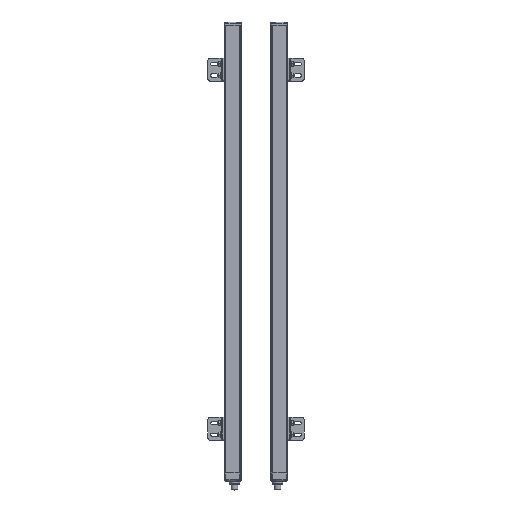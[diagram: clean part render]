
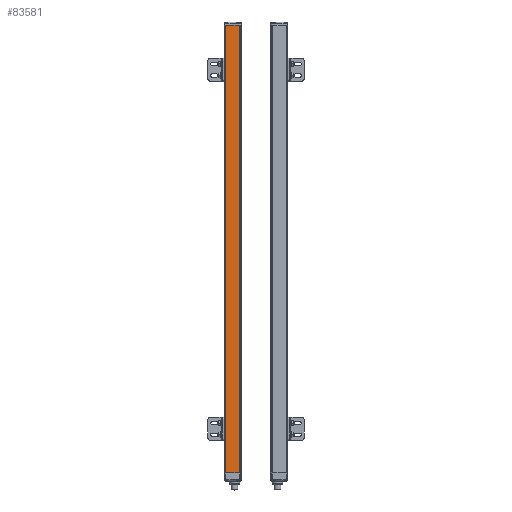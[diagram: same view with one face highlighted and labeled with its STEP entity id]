
A CAD part, top view. The second image highlights one B-rep face of the part: STEP entity #83581.
In plain terms, the highlighted planar face has unit normal (0, 0, 1).
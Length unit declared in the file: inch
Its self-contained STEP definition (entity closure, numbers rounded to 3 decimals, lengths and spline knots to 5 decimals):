
#1502 = ORIENTED_EDGE ( 'NONE', *, *, #9094, .F. ) ;
#2749 = VERTEX_POINT ( 'NONE', #49350 ) ;
#2927 = ORIENTED_EDGE ( 'NONE', *, *, #66930, .T. ) ;
#5010 = CARTESIAN_POINT ( 'NONE',  ( -1.39122, 3.66523, 0.34844 ) ) ;
#5744 = VECTOR ( 'NONE', #17521, 39.37008 ) ;
#9094 = EDGE_CURVE ( 'NONE', #25249, #27270, #57034, .T. ) ;
#17521 = DIRECTION ( 'NONE',  ( 0., 1., 0. ) ) ;
#22812 = EDGE_CURVE ( 'NONE', #2749, #38401, #67094, .T. ) ;
#22886 = EDGE_LOOP ( 'NONE', ( #2927, #1502, #48647, #50686 ) ) ;
#23292 = CARTESIAN_POINT ( 'NONE',  ( -1.39122, 1.69673, 0.34844 ) ) ;
#25129 = DIRECTION ( 'NONE',  ( 1., 0., 0. ) ) ;
#25249 = VERTEX_POINT ( 'NONE', #73474 ) ;
#26708 = VECTOR ( 'NONE', #60171, 39.37008 ) ;
#27270 = VERTEX_POINT ( 'NONE', #82609 ) ;
#29677 = FACE_OUTER_BOUND ( 'NONE', #22886, .T. ) ;
#30320 = VECTOR ( 'NONE', #25129, 39.37008 ) ;
#33012 = AXIS2_PLACEMENT_3D ( 'NONE', #50778, #62865, #69344 ) ;
#38401 = VERTEX_POINT ( 'NONE', #23292 ) ;
#48647 = ORIENTED_EDGE ( 'NONE', *, *, #73555, .T. ) ;
#49350 = CARTESIAN_POINT ( 'NONE',  ( -2.33636, 1.69673, 0.34844 ) ) ;
#50686 = ORIENTED_EDGE ( 'NONE', *, *, #22812, .T. ) ;
#50778 = CARTESIAN_POINT ( 'NONE',  ( -1.39122, 3.66523, 0.34844 ) ) ;
#53909 = VECTOR ( 'NONE', #60165, 39.37008 ) ;
#56307 = LINE ( 'NONE', #5010, #5744 ) ;
#57034 = LINE ( 'NONE', #76867, #30320 ) ;
#57259 = PLANE ( 'NONE',  #33012 ) ;
#60165 = DIRECTION ( 'NONE',  ( 1., 0., 0. ) ) ;
#60171 = DIRECTION ( 'NONE',  ( 0., -1., 0. ) ) ;
#62865 = DIRECTION ( 'NONE',  ( 0., 0., 1. ) ) ;
#66676 = CARTESIAN_POINT ( 'NONE',  ( -1.39122, 1.69673, 0.34844 ) ) ;
#66930 = EDGE_CURVE ( 'NONE', #38401, #27270, #56307, .T. ) ;
#67094 = LINE ( 'NONE', #66676, #53909 ) ;
#69344 = DIRECTION ( 'NONE',  ( 1., 0., 0. ) ) ;
#73474 = CARTESIAN_POINT ( 'NONE',  ( -2.33636, 32.30697, 0.34844 ) ) ;
#73555 = EDGE_CURVE ( 'NONE', #25249, #2749, #75238, .T. ) ;
#74392 = CARTESIAN_POINT ( 'NONE',  ( -2.33636, 3.66523, 0.34844 ) ) ;
#75238 = LINE ( 'NONE', #74392, #26708 ) ;
#76867 = CARTESIAN_POINT ( 'NONE',  ( -1.92347, 32.30697, 0.34844 ) ) ;
#82609 = CARTESIAN_POINT ( 'NONE',  ( -1.39122, 32.30697, 0.34844 ) ) ;
#83581 = ADVANCED_FACE ( 'NONE', ( #29677 ), #57259, .T. ) ;
